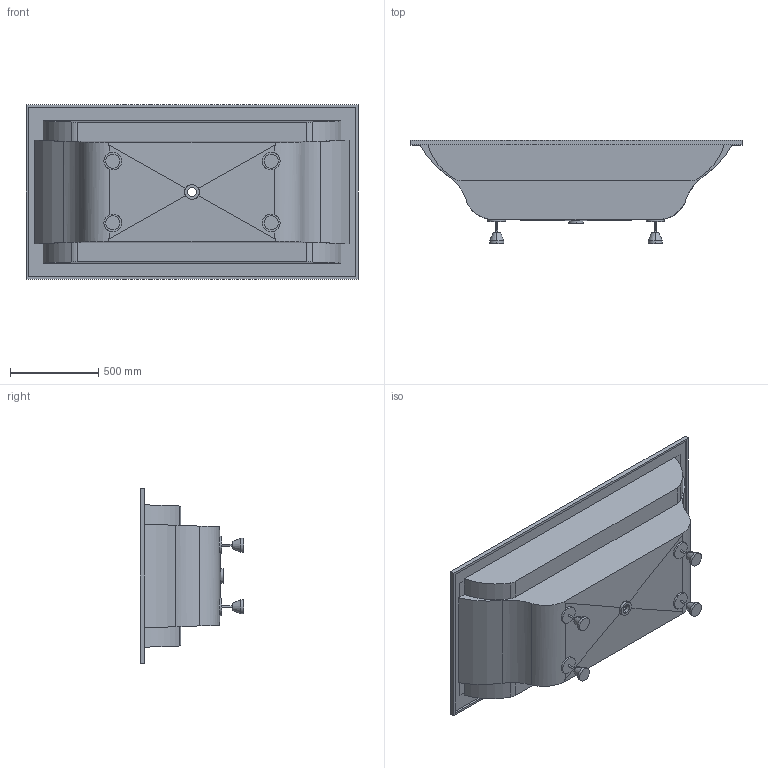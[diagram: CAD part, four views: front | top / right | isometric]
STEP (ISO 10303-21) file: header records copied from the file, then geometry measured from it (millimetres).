
FILE_DESCRIPTION (( 'STEP AP214' ), '1' );
FILE_NAME ('DE-GG.STEP', '2018-06-29T10:39:20', ( 'Admin' ), ( '' ), 'SwSTEP 2.0', 'SolidWorks 2017', '' );
FILE_SCHEMA (( 'AUTOMOTIVE_DESIGN' ));
Length unit declared in the file: millimetre
Products named in the file (1): DE-GG
Bounding box: 1885 x 585 x 990 mm (x, y, z)
Volume: 52503948.5 mm3; surface area: 7171584.1 mm2
Topology: 2 solids, 2 shells, 136 faces, 346 edges, 224 vertices
Faces by surface type: cylinder 58, plane 54, bspline 16, cone 8
Entity records: 5681 total; most frequent: CARTESIAN_POINT 2671, ORIENTED_EDGE 692, DIRECTION 524, EDGE_CURVE 346, VERTEX_POINT 224, AXIS2_PLACEMENT_3D 181, LINE 162, VECTOR 162
